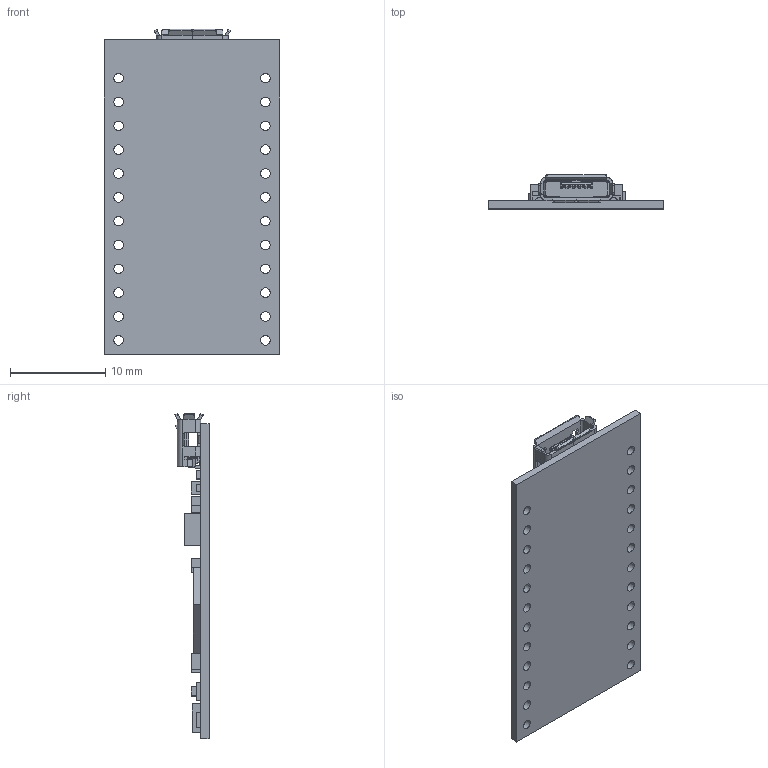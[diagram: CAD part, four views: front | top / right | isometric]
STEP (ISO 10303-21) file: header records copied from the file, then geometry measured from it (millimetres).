
FILE_DESCRIPTION(/* description */ (''),/* implementation_level */ '2;1');
FILE_NAME(/* name */ 'Arduino Pro Micro Sparkfun.stp',/* time_stamp */ '2014-05-14T17:24:25-07:00',/* author */ (''),/* organization */ (''),/* preprocessor_version */ 'ST-DEVELOPER v15',/* originating_system */ 'SIEMENS PLM Software NX 9.0',/* authorisation */ '');
FILE_SCHEMA (('AUTOMOTIVE_DESIGN { 1 0 10303 214 3 1 1 1 }'));
Length unit declared in the file: millimetre
Products named in the file (1): risk1C9C17C8l3h3
Bounding box: 18.4 x 3.58 x 34.12 mm (x, y, z)
Volume: 663.2 mm3; surface area: 1779.8 mm2
Topology: 2 solids, 2 shells, 607 faces, 1665 edges, 1086 vertices
Faces by surface type: plane 468, cylinder 129, cone 6, bspline 4
Full cylindrical faces by diameter (mm): 1 x24
Entity records: 20246 total; most frequent: CARTESIAN_POINT 7394, ORIENTED_EDGE 3274, EDGE_CURVE 1637, DIRECTION 1592, B_SPLINE_CURVE_WITH_KNOTS 1295, VERTEX_POINT 1086, EDGE_LOOP 717, AXIS2_PLACEMENT_3D 652
